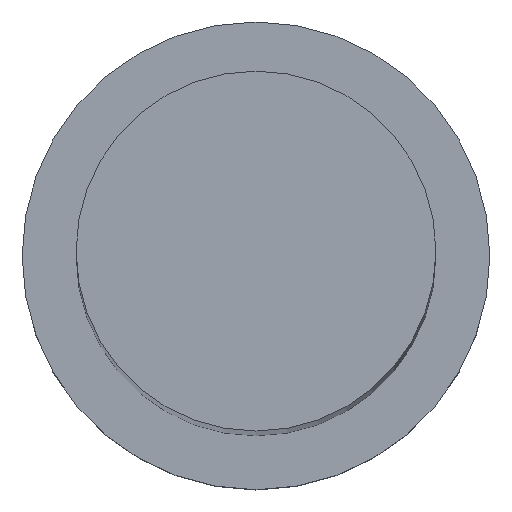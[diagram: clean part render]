
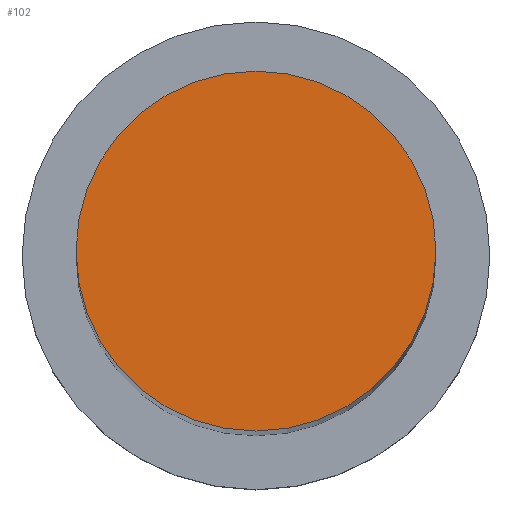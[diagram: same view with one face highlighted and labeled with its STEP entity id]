
A CAD part, top view. The second image highlights one B-rep face of the part: STEP entity #102.
In plain terms, the highlighted planar face has unit normal (0, 0, 1).
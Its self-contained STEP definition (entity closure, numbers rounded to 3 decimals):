
#3 = DIRECTION ( 'NONE',  ( 0., 0., 1. ) ) ;
#5 = DIRECTION ( 'NONE',  ( 0., 0., 1. ) ) ;
#15 = AXIS2_PLACEMENT_3D ( 'NONE', #68, #3, #46 ) ;
#23 = EDGE_CURVE ( 'NONE', #63, #61, #67, .T. ) ;
#45 = EDGE_CURVE ( 'NONE', #61, #63, #162, .T. ) ;
#46 = DIRECTION ( 'NONE',  ( 1., 0., 0. ) ) ;
#48 = EDGE_LOOP ( 'NONE', ( #99, #224 ) ) ;
#49 = AXIS2_PLACEMENT_3D ( 'NONE', #181, #5, #131 ) ;
#52 = DIRECTION ( 'NONE',  ( 1., 0., 0. ) ) ;
#61 = VERTEX_POINT ( 'NONE', #122 ) ;
#63 = VERTEX_POINT ( 'NONE', #66 ) ;
#66 = CARTESIAN_POINT ( 'NONE',  ( 10., 0., 160. ) ) ;
#67 = CIRCLE ( 'NONE', #241, 10. ) ;
#68 = CARTESIAN_POINT ( 'NONE',  ( 0., 0., 160. ) ) ;
#99 = ORIENTED_EDGE ( 'NONE', *, *, #45, .T. ) ;
#102 = ADVANCED_FACE ( 'NONE', ( #199 ), #225, .T. ) ;
#104 = DIRECTION ( 'NONE',  ( 0., 0., 1. ) ) ;
#122 = CARTESIAN_POINT ( 'NONE',  ( -10., 0., 160. ) ) ;
#131 = DIRECTION ( 'NONE',  ( 1., 0., 0. ) ) ;
#162 = CIRCLE ( 'NONE', #15, 10. ) ;
#181 = CARTESIAN_POINT ( 'NONE',  ( 0., 0., 160. ) ) ;
#199 = FACE_OUTER_BOUND ( 'NONE', #48, .T. ) ;
#220 = CARTESIAN_POINT ( 'NONE',  ( 0., 0., 160. ) ) ;
#224 = ORIENTED_EDGE ( 'NONE', *, *, #23, .T. ) ;
#225 = PLANE ( 'NONE',  #49 ) ;
#241 = AXIS2_PLACEMENT_3D ( 'NONE', #220, #104, #52 ) ;
